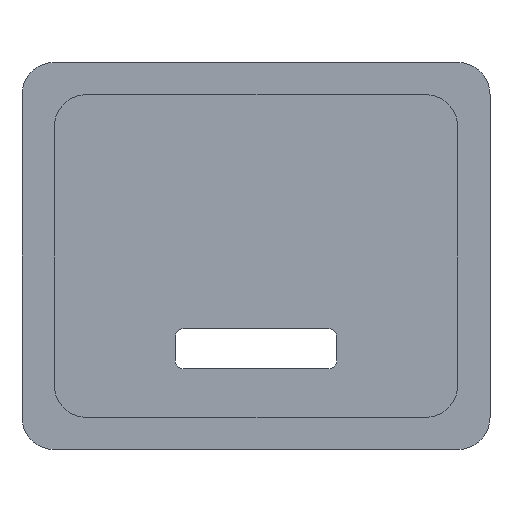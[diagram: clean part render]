
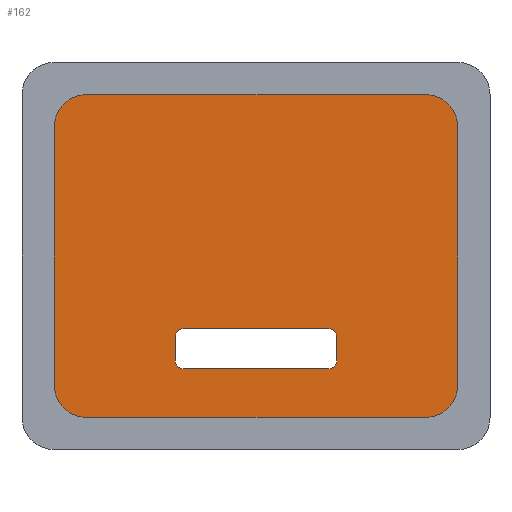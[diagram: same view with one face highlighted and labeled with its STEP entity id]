
A CAD part, front view. The second image highlights one B-rep face of the part: STEP entity #162.
In plain terms, the highlighted planar face has unit normal (0, -1, 0).
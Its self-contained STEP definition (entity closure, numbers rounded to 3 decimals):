
#54 = DIRECTION ( 'NONE',  ( 0., 0., -1. ) ) ;
#59 = CARTESIAN_POINT ( 'NONE',  ( 0., 0., 0. ) ) ;
#65 = CIRCLE ( 'NONE', #815, 0.5 ) ;
#81 = PLANE ( 'NONE',  #1153 ) ;
#89 = AXIS2_PLACEMENT_3D ( 'NONE', #1514, #2264, #1293 ) ;
#108 = CARTESIAN_POINT ( 'NONE',  ( -12.5, 0., -8. ) ) ;
#124 = LINE ( 'NONE', #2371, #2143 ) ;
#162 = ADVANCED_FACE ( 'NONE', ( #1947, #1796 ), #81, .T. ) ;
#171 = ORIENTED_EDGE ( 'NONE', *, *, #2203, .T. ) ;
#182 = CARTESIAN_POINT ( 'NONE',  ( 5., 0., -5. ) ) ;
#185 = CARTESIAN_POINT ( 'NONE',  ( -4.5, 0., -5. ) ) ;
#186 = CARTESIAN_POINT ( 'NONE',  ( 12.5, 0., 8. ) ) ;
#189 = EDGE_CURVE ( 'NONE', #947, #413, #998, .T. ) ;
#194 = ORIENTED_EDGE ( 'NONE', *, *, #2021, .T. ) ;
#210 = DIRECTION ( 'NONE',  ( 0., 0., -1. ) ) ;
#212 = CIRCLE ( 'NONE', #1283, 0.5 ) ;
#213 = CIRCLE ( 'NONE', #89, 2. ) ;
#232 = ORIENTED_EDGE ( 'NONE', *, *, #341, .T. ) ;
#239 = CIRCLE ( 'NONE', #1065, 2. ) ;
#246 = DIRECTION ( 'NONE',  ( 0., 0., -1. ) ) ;
#250 = VECTOR ( 'NONE', #752, 1000. ) ;
#264 = EDGE_CURVE ( 'NONE', #1588, #1786, #1906, .T. ) ;
#265 = EDGE_CURVE ( 'NONE', #769, #738, #664, .T. ) ;
#283 = DIRECTION ( 'NONE',  ( 1., 0., 0. ) ) ;
#330 = CARTESIAN_POINT ( 'NONE',  ( -4.5, 0., -6.5 ) ) ;
#338 = DIRECTION ( 'NONE',  ( 0., 0., -1. ) ) ;
#341 = EDGE_CURVE ( 'NONE', #501, #431, #124, .T. ) ;
#349 = VECTOR ( 'NONE', #2441, 1000. ) ;
#394 = EDGE_LOOP ( 'NONE', ( #1575, #727, #194, #1853, #422, #171, #461, #1275 ) ) ;
#413 = VERTEX_POINT ( 'NONE', #2413 ) ;
#422 = ORIENTED_EDGE ( 'NONE', *, *, #189, .T. ) ;
#425 = ORIENTED_EDGE ( 'NONE', *, *, #2102, .T. ) ;
#431 = VERTEX_POINT ( 'NONE', #186 ) ;
#450 = CARTESIAN_POINT ( 'NONE',  ( -5., 0., -7. ) ) ;
#451 = VERTEX_POINT ( 'NONE', #2242 ) ;
#454 = LINE ( 'NONE', #1423, #2344 ) ;
#461 = ORIENTED_EDGE ( 'NONE', *, *, #1520, .T. ) ;
#501 = VERTEX_POINT ( 'NONE', #2435 ) ;
#534 = AXIS2_PLACEMENT_3D ( 'NONE', #995, #2098, #210 ) ;
#543 = VERTEX_POINT ( 'NONE', #1530 ) ;
#588 = ORIENTED_EDGE ( 'NONE', *, *, #264, .T. ) ;
#632 = EDGE_LOOP ( 'NONE', ( #2220, #1297, #232, #1242, #588, #425, #801, #1674 ) ) ;
#643 = VERTEX_POINT ( 'NONE', #2128 ) ;
#664 = LINE ( 'NONE', #1983, #1113 ) ;
#692 = VERTEX_POINT ( 'NONE', #817 ) ;
#727 = ORIENTED_EDGE ( 'NONE', *, *, #1739, .T. ) ;
#738 = VERTEX_POINT ( 'NONE', #2005 ) ;
#750 = DIRECTION ( 'NONE',  ( 0., 0., -1. ) ) ;
#752 = DIRECTION ( 'NONE',  ( 1., 0., 0. ) ) ;
#769 = VERTEX_POINT ( 'NONE', #1038 ) ;
#799 = CIRCLE ( 'NONE', #961, 0.5 ) ;
#801 = ORIENTED_EDGE ( 'NONE', *, *, #958, .T. ) ;
#802 = EDGE_CURVE ( 'NONE', #692, #543, #212, .T. ) ;
#810 = DIRECTION ( 'NONE',  ( 0., 0., -1. ) ) ;
#812 = CARTESIAN_POINT ( 'NONE',  ( 10.5, 0., -8. ) ) ;
#815 = AXIS2_PLACEMENT_3D ( 'NONE', #1546, #2147, #54 ) ;
#817 = CARTESIAN_POINT ( 'NONE',  ( -4.5, 0., -7. ) ) ;
#822 = DIRECTION ( 'NONE',  ( -1., 0., 0. ) ) ;
#860 = DIRECTION ( 'NONE',  ( 0., 0., -1. ) ) ;
#904 = CARTESIAN_POINT ( 'NONE',  ( -5., 0., -4.5 ) ) ;
#913 = DIRECTION ( 'NONE',  ( 0., 0., 1. ) ) ;
#931 = LINE ( 'NONE', #1499, #349 ) ;
#947 = VERTEX_POINT ( 'NONE', #182 ) ;
#958 = EDGE_CURVE ( 'NONE', #2377, #2278, #931, .T. ) ;
#961 = AXIS2_PLACEMENT_3D ( 'NONE', #185, #1702, #750 ) ;
#995 = CARTESIAN_POINT ( 'NONE',  ( 4.5, 0., -6.5 ) ) ;
#998 = LINE ( 'NONE', #2345, #1391 ) ;
#1009 = DIRECTION ( 'NONE',  ( 0., -1., 0. ) ) ;
#1038 = CARTESIAN_POINT ( 'NONE',  ( -10.5, 0., -10. ) ) ;
#1041 = EDGE_CURVE ( 'NONE', #643, #947, #65, .T. ) ;
#1065 = AXIS2_PLACEMENT_3D ( 'NONE', #812, #1766, #2324 ) ;
#1070 = VECTOR ( 'NONE', #822, 1000. ) ;
#1111 = CARTESIAN_POINT ( 'NONE',  ( -10.5, 0., 8. ) ) ;
#1113 = VECTOR ( 'NONE', #283, 1000. ) ;
#1153 = AXIS2_PLACEMENT_3D ( 'NONE', #59, #1009, #246 ) ;
#1202 = LINE ( 'NONE', #450, #1070 ) ;
#1207 = DIRECTION ( 'NONE',  ( 0., 0., 1. ) ) ;
#1223 = DIRECTION ( 'NONE',  ( -1., 0., 0. ) ) ;
#1225 = VERTEX_POINT ( 'NONE', #1802 ) ;
#1226 = CARTESIAN_POINT ( 'NONE',  ( 10.5, 0., 8. ) ) ;
#1242 = ORIENTED_EDGE ( 'NONE', *, *, #1824, .T. ) ;
#1256 = CARTESIAN_POINT ( 'NONE',  ( -10.5, 0., 10. ) ) ;
#1275 = ORIENTED_EDGE ( 'NONE', *, *, #802, .T. ) ;
#1283 = AXIS2_PLACEMENT_3D ( 'NONE', #330, #1803, #860 ) ;
#1293 = DIRECTION ( 'NONE',  ( 0., 0., -1. ) ) ;
#1297 = ORIENTED_EDGE ( 'NONE', *, *, #1511, .T. ) ;
#1391 = VECTOR ( 'NONE', #810, 1000. ) ;
#1423 = CARTESIAN_POINT ( 'NONE',  ( -5., 0., -4.5 ) ) ;
#1499 = CARTESIAN_POINT ( 'NONE',  ( -12.5, 0., -10. ) ) ;
#1511 = EDGE_CURVE ( 'NONE', #738, #501, #239, .T. ) ;
#1514 = CARTESIAN_POINT ( 'NONE',  ( -10.5, 0., -8. ) ) ;
#1520 = EDGE_CURVE ( 'NONE', #1542, #692, #1202, .T. ) ;
#1521 = AXIS2_PLACEMENT_3D ( 'NONE', #1226, #1986, #338 ) ;
#1530 = CARTESIAN_POINT ( 'NONE',  ( -5., 0., -6.5 ) ) ;
#1542 = VERTEX_POINT ( 'NONE', #2210 ) ;
#1546 = CARTESIAN_POINT ( 'NONE',  ( 4.5, 0., -5. ) ) ;
#1575 = ORIENTED_EDGE ( 'NONE', *, *, #2347, .T. ) ;
#1588 = VERTEX_POINT ( 'NONE', #2020 ) ;
#1647 = CIRCLE ( 'NONE', #534, 0.5 ) ;
#1674 = ORIENTED_EDGE ( 'NONE', *, *, #1740, .T. ) ;
#1702 = DIRECTION ( 'NONE',  ( 0., 1., 0. ) ) ;
#1739 = EDGE_CURVE ( 'NONE', #1225, #451, #799, .T. ) ;
#1740 = EDGE_CURVE ( 'NONE', #2278, #769, #213, .T. ) ;
#1766 = DIRECTION ( 'NONE',  ( 0., -1., 0. ) ) ;
#1786 = VERTEX_POINT ( 'NONE', #1256 ) ;
#1796 = FACE_OUTER_BOUND ( 'NONE', #632, .T. ) ;
#1802 = CARTESIAN_POINT ( 'NONE',  ( -5., 0., -5. ) ) ;
#1803 = DIRECTION ( 'NONE',  ( 0., 1., 0. ) ) ;
#1817 = CARTESIAN_POINT ( 'NONE',  ( -12.5, 0., 8. ) ) ;
#1824 = EDGE_CURVE ( 'NONE', #431, #1588, #2424, .T. ) ;
#1851 = LINE ( 'NONE', #904, #250 ) ;
#1853 = ORIENTED_EDGE ( 'NONE', *, *, #1041, .T. ) ;
#1906 = LINE ( 'NONE', #2162, #1951 ) ;
#1920 = AXIS2_PLACEMENT_3D ( 'NONE', #1111, #2436, #2254 ) ;
#1947 = FACE_BOUND ( 'NONE', #394, .T. ) ;
#1951 = VECTOR ( 'NONE', #1223, 1000. ) ;
#1983 = CARTESIAN_POINT ( 'NONE',  ( -12.5, 0., -10. ) ) ;
#1986 = DIRECTION ( 'NONE',  ( 0., -1., 0. ) ) ;
#2005 = CARTESIAN_POINT ( 'NONE',  ( 10.5, 0., -10. ) ) ;
#2020 = CARTESIAN_POINT ( 'NONE',  ( 10.5, 0., 10. ) ) ;
#2021 = EDGE_CURVE ( 'NONE', #451, #643, #1851, .T. ) ;
#2098 = DIRECTION ( 'NONE',  ( 0., 1., 0. ) ) ;
#2102 = EDGE_CURVE ( 'NONE', #1786, #2377, #2271, .T. ) ;
#2128 = CARTESIAN_POINT ( 'NONE',  ( 4.5, 0., -4.5 ) ) ;
#2143 = VECTOR ( 'NONE', #913, 1000. ) ;
#2147 = DIRECTION ( 'NONE',  ( 0., 1., 0. ) ) ;
#2162 = CARTESIAN_POINT ( 'NONE',  ( -12.5, 0., 10. ) ) ;
#2203 = EDGE_CURVE ( 'NONE', #413, #1542, #1647, .T. ) ;
#2210 = CARTESIAN_POINT ( 'NONE',  ( 4.5, 0., -7. ) ) ;
#2220 = ORIENTED_EDGE ( 'NONE', *, *, #265, .T. ) ;
#2242 = CARTESIAN_POINT ( 'NONE',  ( -4.5, 0., -4.5 ) ) ;
#2254 = DIRECTION ( 'NONE',  ( 0., 0., -1. ) ) ;
#2264 = DIRECTION ( 'NONE',  ( 0., -1., 0. ) ) ;
#2271 = CIRCLE ( 'NONE', #1920, 2. ) ;
#2278 = VERTEX_POINT ( 'NONE', #108 ) ;
#2324 = DIRECTION ( 'NONE',  ( 0., 0., -1. ) ) ;
#2344 = VECTOR ( 'NONE', #1207, 1000. ) ;
#2345 = CARTESIAN_POINT ( 'NONE',  ( 5., 0., -4.5 ) ) ;
#2347 = EDGE_CURVE ( 'NONE', #543, #1225, #454, .T. ) ;
#2371 = CARTESIAN_POINT ( 'NONE',  ( 12.5, 0., -10. ) ) ;
#2377 = VERTEX_POINT ( 'NONE', #1817 ) ;
#2413 = CARTESIAN_POINT ( 'NONE',  ( 5., 0., -6.5 ) ) ;
#2424 = CIRCLE ( 'NONE', #1521, 2. ) ;
#2435 = CARTESIAN_POINT ( 'NONE',  ( 12.5, 0., -8. ) ) ;
#2436 = DIRECTION ( 'NONE',  ( 0., -1., 0. ) ) ;
#2441 = DIRECTION ( 'NONE',  ( 0., 0., -1. ) ) ;
